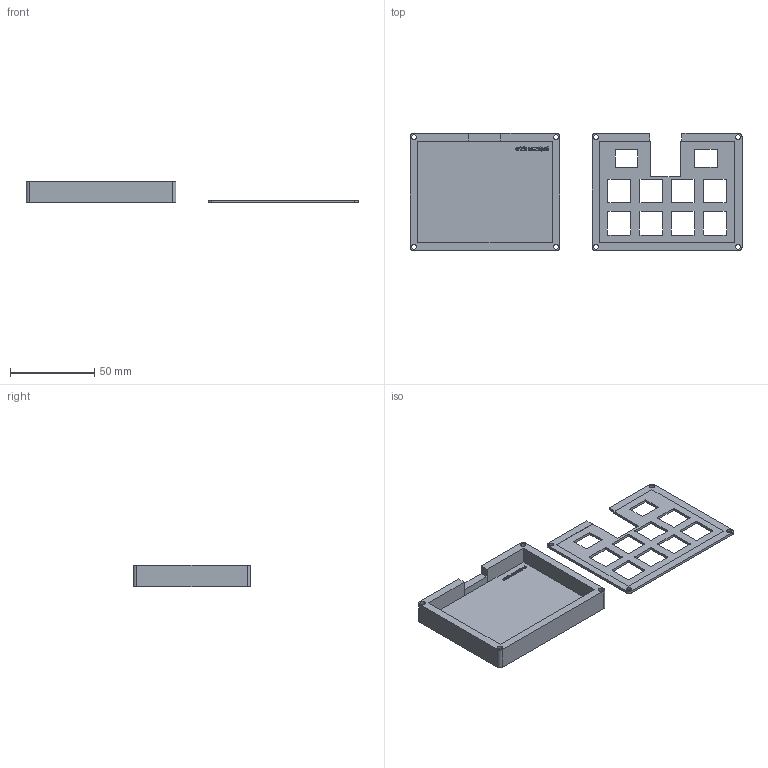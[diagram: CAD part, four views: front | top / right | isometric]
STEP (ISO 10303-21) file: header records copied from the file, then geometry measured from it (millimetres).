
FILE_DESCRIPTION(('HOOPS Exchange Step'),'2;1');
FILE_NAME('temp_export','2025-12-26T01:53:46+01:00',('arin'),('Shapr3D Limited'),'HOOPS Exchange 2024.6','Shapr3D','Authorized');
FILE_SCHEMA( ('AP242_MANAGED_MODEL_BASED_3D_ENGINEERING_MIM_LF {1 0 10303 442 1 1 4 }') );
Length unit declared in the file: millimetre
Products named in the file (2): temp_import; root
Assembly tree (1 placements, depth 2):
  root
    temp_import
Bounding box: 197 x 69.63 x 13 mm (x, y, z)
Volume: 37510.9 mm3; surface area: 31286 mm2
Topology: 5 solids, 5 shells, 335 faces, 928 edges, 624 vertices
Faces by surface type: plane 182, bspline 105, cylinder 48
Full cylindrical faces by diameter (mm): 3 x8
Entity records: 13446 total; most frequent: CARTESIAN_POINT 5341, ORIENTED_EDGE 1856, DIRECTION 1298, EDGE_CURVE 928, VERTEX_POINT 624, VECTOR 606, LINE 606, EDGE_LOOP 392
